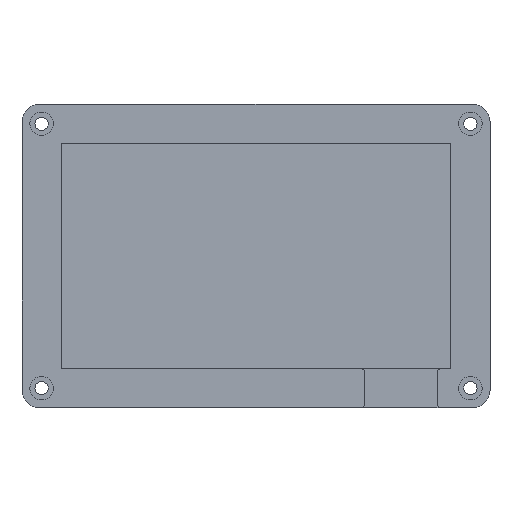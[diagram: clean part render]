
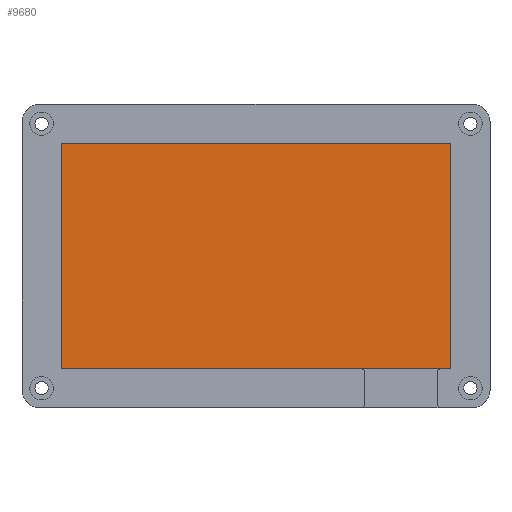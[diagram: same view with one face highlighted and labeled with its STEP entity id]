
A CAD part, top view. The second image highlights one B-rep face of the part: STEP entity #9680.
In plain terms, the highlighted planar face has unit normal (0, 0, 1).
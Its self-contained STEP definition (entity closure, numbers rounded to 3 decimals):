
#1178=PLANE('',#9974);
#1700=FACE_OUTER_BOUND('',#2284,.T.);
#2284=EDGE_LOOP('',(#9103,#9104,#9105,#9106));
#3052=LINE('',#19102,#3850);
#3082=LINE('',#19189,#3880);
#3083=LINE('',#19191,#3881);
#3084=LINE('',#19192,#3882);
#3850=VECTOR('',#11223,10.);
#3880=VECTOR('',#11313,10.);
#3881=VECTOR('',#11314,10.);
#3882=VECTOR('',#11315,10.);
#4847=VERTEX_POINT('',#19099);
#4848=VERTEX_POINT('',#19101);
#4875=VERTEX_POINT('',#19188);
#4876=VERTEX_POINT('',#19190);
#6246=EDGE_CURVE('',#4847,#4848,#3052,.T.);
#6290=EDGE_CURVE('',#4875,#4847,#3082,.T.);
#6291=EDGE_CURVE('',#4876,#4875,#3083,.T.);
#6292=EDGE_CURVE('',#4848,#4876,#3084,.T.);
#9103=ORIENTED_EDGE('',*,*,#6246,.F.);
#9104=ORIENTED_EDGE('',*,*,#6290,.F.);
#9105=ORIENTED_EDGE('',*,*,#6291,.F.);
#9106=ORIENTED_EDGE('',*,*,#6292,.F.);
#9680=ADVANCED_FACE('',(#1700),#1178,.T.);
#9974=AXIS2_PLACEMENT_3D('',#19187,#11311,#11312);
#11223=DIRECTION('',(-1.,0.,0.));
#11311=DIRECTION('center_axis',(0.,0.,1.));
#11312=DIRECTION('ref_axis',(1.,0.,0.));
#11313=DIRECTION('',(0.,-1.,0.));
#11314=DIRECTION('',(1.,0.,0.));
#11315=DIRECTION('',(0.,1.,0.));
#19099=CARTESIAN_POINT('',(49.5,-32.5,3.));
#19101=CARTESIAN_POINT('',(-50.,-32.5,3.));
#19102=CARTESIAN_POINT('',(24.625,-32.5,3.));
#19187=CARTESIAN_POINT('Origin',(-0.25,-3.75,3.));
#19188=CARTESIAN_POINT('',(49.5,25.,3.));
#19189=CARTESIAN_POINT('',(49.5,10.625,3.));
#19190=CARTESIAN_POINT('',(-50.,25.,3.));
#19191=CARTESIAN_POINT('',(-25.125,25.,3.));
#19192=CARTESIAN_POINT('',(-50.,-18.125,3.));
